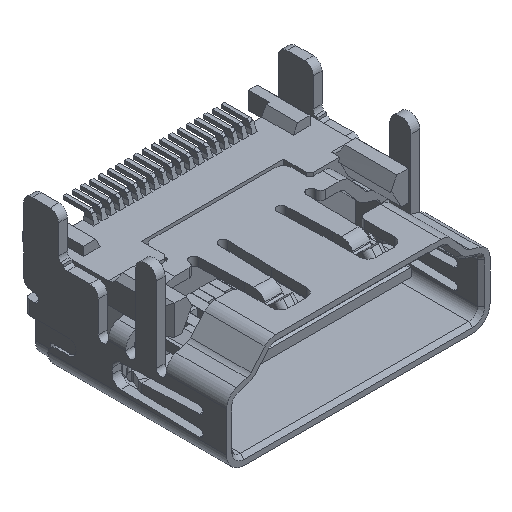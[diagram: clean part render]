
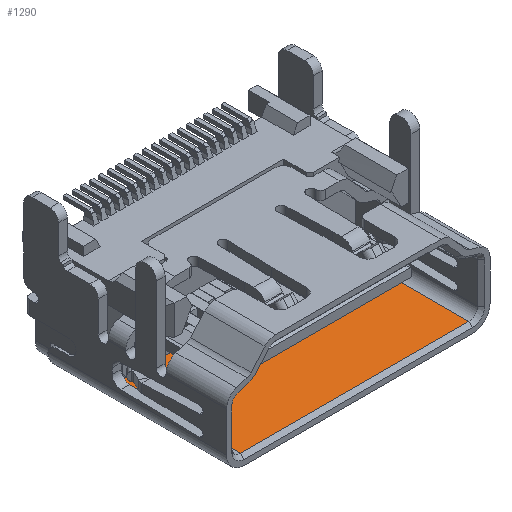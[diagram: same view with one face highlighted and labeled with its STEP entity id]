
A CAD part, isometric view. The second image highlights one B-rep face of the part: STEP entity #1290.
In plain terms, the highlighted planar face has unit normal (0, 0, 1).
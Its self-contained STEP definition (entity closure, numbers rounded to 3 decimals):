
#1290=ADVANCED_FACE('',(#3462,#3463,#3464),#2305,.F.);
#2305=PLANE('',#20195);
#3142=CIRCLE('',#20191,0.2);
#3143=CIRCLE('',#20192,0.2);
#3144=CIRCLE('',#20193,0.2);
#3145=CIRCLE('',#20194,0.2);
#3462=FACE_BOUND('',#3520,.T.);
#3463=FACE_BOUND('',#3521,.T.);
#3464=FACE_BOUND('',#3522,.T.);
#3520=EDGE_LOOP('',(#4583,#4584,#4585,#4586));
#3521=EDGE_LOOP('',(#4587,#4588,#4589,#4590));
#3522=EDGE_LOOP('',(#4591,#4592,#4593,#4594,#4595,#4596,#4597,#4598,#4599,
#4600,#4601,#4602,#4603,#4604,#4605,#4606,#4607,#4608,#4609,#4610));
#4583=ORIENTED_EDGE('',*,*,#12288,.F.);
#4584=ORIENTED_EDGE('',*,*,#12289,.F.);
#4585=ORIENTED_EDGE('',*,*,#12290,.F.);
#4586=ORIENTED_EDGE('',*,*,#12291,.F.);
#4587=ORIENTED_EDGE('',*,*,#12292,.F.);
#4588=ORIENTED_EDGE('',*,*,#12293,.F.);
#4589=ORIENTED_EDGE('',*,*,#12294,.F.);
#4590=ORIENTED_EDGE('',*,*,#12295,.F.);
#4591=ORIENTED_EDGE('',*,*,#12296,.F.);
#4592=ORIENTED_EDGE('',*,*,#12297,.T.);
#4593=ORIENTED_EDGE('',*,*,#12298,.F.);
#4594=ORIENTED_EDGE('',*,*,#12299,.F.);
#4595=ORIENTED_EDGE('',*,*,#12300,.T.);
#4596=ORIENTED_EDGE('',*,*,#12301,.T.);
#4597=ORIENTED_EDGE('',*,*,#12302,.F.);
#4598=ORIENTED_EDGE('',*,*,#12303,.T.);
#4599=ORIENTED_EDGE('',*,*,#12304,.F.);
#4600=ORIENTED_EDGE('',*,*,#12305,.F.);
#4601=ORIENTED_EDGE('',*,*,#12306,.F.);
#4602=ORIENTED_EDGE('',*,*,#12307,.T.);
#4603=ORIENTED_EDGE('',*,*,#12308,.T.);
#4604=ORIENTED_EDGE('',*,*,#12309,.T.);
#4605=ORIENTED_EDGE('',*,*,#12310,.T.);
#4606=ORIENTED_EDGE('',*,*,#12311,.T.);
#4607=ORIENTED_EDGE('',*,*,#12312,.F.);
#4608=ORIENTED_EDGE('',*,*,#12313,.T.);
#4609=ORIENTED_EDGE('',*,*,#12314,.T.);
#4610=ORIENTED_EDGE('',*,*,#12315,.T.);
#10375=VERTEX_POINT('',#26751);
#10376=VERTEX_POINT('',#26752);
#10377=VERTEX_POINT('',#26754);
#10378=VERTEX_POINT('',#26756);
#10379=VERTEX_POINT('',#26759);
#10380=VERTEX_POINT('',#26760);
#10381=VERTEX_POINT('',#26762);
#10382=VERTEX_POINT('',#26764);
#10383=VERTEX_POINT('',#26767);
#10384=VERTEX_POINT('',#26768);
#10385=VERTEX_POINT('',#26770);
#10386=VERTEX_POINT('',#26772);
#10387=VERTEX_POINT('',#26774);
#10388=VERTEX_POINT('',#26776);
#10389=VERTEX_POINT('',#26778);
#10390=VERTEX_POINT('',#26780);
#10391=VERTEX_POINT('',#26782);
#10392=VERTEX_POINT('',#26784);
#10393=VERTEX_POINT('',#26786);
#10394=VERTEX_POINT('',#26788);
#10395=VERTEX_POINT('',#26790);
#10396=VERTEX_POINT('',#26792);
#10397=VERTEX_POINT('',#26794);
#10398=VERTEX_POINT('',#26796);
#10399=VERTEX_POINT('',#26798);
#10400=VERTEX_POINT('',#26800);
#10401=VERTEX_POINT('',#26802);
#10402=VERTEX_POINT('',#26804);
#12288=EDGE_CURVE('',#10375,#10376,#15184,.T.);
#12289=EDGE_CURVE('',#10377,#10375,#15185,.T.);
#12290=EDGE_CURVE('',#10378,#10377,#15186,.T.);
#12291=EDGE_CURVE('',#10376,#10378,#15187,.T.);
#12292=EDGE_CURVE('',#10379,#10380,#15188,.T.);
#12293=EDGE_CURVE('',#10381,#10379,#15189,.T.);
#12294=EDGE_CURVE('',#10382,#10381,#15190,.T.);
#12295=EDGE_CURVE('',#10380,#10382,#15191,.T.);
#12296=EDGE_CURVE('',#10383,#10384,#15192,.T.);
#12297=EDGE_CURVE('',#10383,#10385,#15193,.T.);
#12298=EDGE_CURVE('',#10386,#10385,#3142,.T.);
#12299=EDGE_CURVE('',#10387,#10386,#15194,.T.);
#12300=EDGE_CURVE('',#10387,#10388,#3143,.T.);
#12301=EDGE_CURVE('',#10388,#10389,#15195,.T.);
#12302=EDGE_CURVE('',#10390,#10389,#15196,.T.);
#12303=EDGE_CURVE('',#10390,#10391,#15197,.T.);
#12304=EDGE_CURVE('',#10392,#10391,#15198,.T.);
#12305=EDGE_CURVE('',#10393,#10392,#15199,.T.);
#12306=EDGE_CURVE('',#10394,#10393,#15200,.T.);
#12307=EDGE_CURVE('',#10394,#10395,#15201,.T.);
#12308=EDGE_CURVE('',#10395,#10396,#15202,.T.);
#12309=EDGE_CURVE('',#10396,#10397,#15203,.T.);
#12310=EDGE_CURVE('',#10397,#10398,#3144,.T.);
#12311=EDGE_CURVE('',#10398,#10399,#15204,.T.);
#12312=EDGE_CURVE('',#10400,#10399,#3145,.T.);
#12313=EDGE_CURVE('',#10400,#10401,#15205,.T.);
#12314=EDGE_CURVE('',#10401,#10402,#15206,.T.);
#12315=EDGE_CURVE('',#10402,#10384,#15207,.T.);
#15184=LINE('',#26750,#17687);
#15185=LINE('',#26753,#17688);
#15186=LINE('',#26755,#17689);
#15187=LINE('',#26757,#17690);
#15188=LINE('',#26758,#17691);
#15189=LINE('',#26761,#17692);
#15190=LINE('',#26763,#17693);
#15191=LINE('',#26765,#17694);
#15192=LINE('',#26766,#17695);
#15193=LINE('',#26769,#17696);
#15194=LINE('',#26773,#17697);
#15195=LINE('',#26777,#17698);
#15196=LINE('',#26779,#17699);
#15197=LINE('',#26781,#17700);
#15198=LINE('',#26783,#17701);
#15199=LINE('',#26785,#17702);
#15200=LINE('',#26787,#17703);
#15201=LINE('',#26789,#17704);
#15202=LINE('',#26791,#17705);
#15203=LINE('',#26793,#17706);
#15204=LINE('',#26797,#17707);
#15205=LINE('',#26801,#17708);
#15206=LINE('',#26803,#17709);
#15207=LINE('',#26805,#17710);
#17687=VECTOR('',#21544,1.);
#17688=VECTOR('',#21545,1.);
#17689=VECTOR('',#21546,1.);
#17690=VECTOR('',#21547,1.);
#17691=VECTOR('',#21548,1.);
#17692=VECTOR('',#21549,1.);
#17693=VECTOR('',#21550,1.);
#17694=VECTOR('',#21551,1.);
#17695=VECTOR('',#21552,1.);
#17696=VECTOR('',#21553,1.);
#17697=VECTOR('',#21556,1.);
#17698=VECTOR('',#21559,1.);
#17699=VECTOR('',#21560,1.);
#17700=VECTOR('',#21561,1.);
#17701=VECTOR('',#21562,1.);
#17702=VECTOR('',#21563,1.);
#17703=VECTOR('',#21564,1.);
#17704=VECTOR('',#21565,1.);
#17705=VECTOR('',#21566,1.);
#17706=VECTOR('',#21567,1.);
#17707=VECTOR('',#21570,1.);
#17708=VECTOR('',#21573,1.);
#17709=VECTOR('',#21574,1.);
#17710=VECTOR('',#21575,1.);
#20191=AXIS2_PLACEMENT_3D('',#26771,#21554,#21555);
#20192=AXIS2_PLACEMENT_3D('',#26775,#21557,#21558);
#20193=AXIS2_PLACEMENT_3D('',#26795,#21568,#21569);
#20194=AXIS2_PLACEMENT_3D('',#26799,#21571,#21572);
#20195=AXIS2_PLACEMENT_3D('',#26806,#21576,#21577);
#21544=DIRECTION('',(1.,0.,0.));
#21545=DIRECTION('',(0.,-1.,0.));
#21546=DIRECTION('',(-1.,0.,0.));
#21547=DIRECTION('',(0.,1.,0.));
#21548=DIRECTION('',(-1.,0.,0.));
#21549=DIRECTION('',(0.,1.,0.));
#21550=DIRECTION('',(1.,0.,0.));
#21551=DIRECTION('',(0.,-1.,0.));
#21552=DIRECTION('',(0.,-1.,0.));
#21553=DIRECTION('',(-1.,0.,0.));
#21554=DIRECTION('',(0.,0.,-1.));
#21555=DIRECTION('',(0.,1.,0.));
#21556=DIRECTION('',(0.,1.,0.));
#21557=DIRECTION('',(0.,0.,-1.));
#21558=DIRECTION('',(0.,1.,0.));
#21559=DIRECTION('',(-1.,0.,0.));
#21560=DIRECTION('',(0.707,0.707,0.));
#21561=DIRECTION('',(-1.,0.,0.));
#21562=DIRECTION('',(0.,1.,0.));
#21563=DIRECTION('',(-1.,0.,0.));
#21564=DIRECTION('',(0.,-1.,0.));
#21565=DIRECTION('',(-1.,0.,0.));
#21566=DIRECTION('',(-0.707,0.707,0.));
#21567=DIRECTION('',(-1.,0.,0.));
#21568=DIRECTION('',(0.,0.,-1.));
#21569=DIRECTION('',(0.,1.,0.));
#21570=DIRECTION('',(0.,1.,0.));
#21571=DIRECTION('',(0.,0.,-1.));
#21572=DIRECTION('',(0.,-1.,0.));
#21573=DIRECTION('',(-1.,0.,0.));
#21574=DIRECTION('',(0.,-1.,0.));
#21575=DIRECTION('',(-1.,0.,0.));
#21576=DIRECTION('',(0.,0.,-1.));
#21577=DIRECTION('',(0.,1.,0.));
#26750=CARTESIAN_POINT('',(3.3,8.534,-2.175));
#26751=CARTESIAN_POINT('',(6.05,8.534,-2.175));
#26752=CARTESIAN_POINT('',(7.55,8.534,-2.175));
#26753=CARTESIAN_POINT('',(6.05,5.274,-2.175));
#26754=CARTESIAN_POINT('',(6.05,9.234,-2.175));
#26755=CARTESIAN_POINT('',(3.3,9.234,-2.175));
#26756=CARTESIAN_POINT('',(7.55,9.234,-2.175));
#26757=CARTESIAN_POINT('',(7.55,5.274,-2.175));
#26758=CARTESIAN_POINT('',(3.3,9.234,-2.175));
#26759=CARTESIAN_POINT('',(0.55,9.234,-2.175));
#26760=CARTESIAN_POINT('',(-0.95,9.234,-2.175));
#26761=CARTESIAN_POINT('',(0.55,5.274,-2.175));
#26762=CARTESIAN_POINT('',(0.55,8.534,-2.175));
#26763=CARTESIAN_POINT('',(3.3,8.534,-2.175));
#26764=CARTESIAN_POINT('',(-0.95,8.534,-2.175));
#26765=CARTESIAN_POINT('',(-0.95,5.274,-2.175));
#26766=CARTESIAN_POINT('',(1.8,5.274,-2.175));
#26767=CARTESIAN_POINT('',(1.8,10.674,-2.175));
#26768=CARTESIAN_POINT('',(1.8,9.874,-2.175));
#26769=CARTESIAN_POINT('',(3.3,10.674,-2.175));
#26770=CARTESIAN_POINT('',(-1.4,10.674,-2.175));
#26771=CARTESIAN_POINT('',(-1.4,10.474,-2.175));
#26772=CARTESIAN_POINT('',(-1.6,10.474,-2.175));
#26773=CARTESIAN_POINT('',(-1.6,10.262,-2.175));
#26774=CARTESIAN_POINT('',(-1.6,10.049,-2.175));
#26775=CARTESIAN_POINT('',(-1.8,10.049,-2.175));
#26776=CARTESIAN_POINT('',(-1.8,9.849,-2.175));
#26777=CARTESIAN_POINT('',(-2.175,9.849,-2.175));
#26778=CARTESIAN_POINT('',(-1.925,9.849,-2.175));
#26779=CARTESIAN_POINT('',(-1.6,10.174,-2.175));
#26780=CARTESIAN_POINT('',(-2.,9.774,-2.175));
#26781=CARTESIAN_POINT('',(3.3,9.774,-2.175));
#26782=CARTESIAN_POINT('',(-3.2,9.774,-2.175));
#26783=CARTESIAN_POINT('',(-3.2,5.274,-2.175));
#26784=CARTESIAN_POINT('',(-3.2,-0.126,-2.175));
#26785=CARTESIAN_POINT('',(3.3,-0.126,-2.175));
#26786=CARTESIAN_POINT('',(9.8,-0.126,-2.175));
#26787=CARTESIAN_POINT('',(9.8,5.274,-2.175));
#26788=CARTESIAN_POINT('',(9.8,9.774,-2.175));
#26789=CARTESIAN_POINT('',(3.3,9.774,-2.175));
#26790=CARTESIAN_POINT('',(8.6,9.774,-2.175));
#26791=CARTESIAN_POINT('',(8.2,10.174,-2.175));
#26792=CARTESIAN_POINT('',(8.525,9.849,-2.175));
#26793=CARTESIAN_POINT('',(8.775,9.849,-2.175));
#26794=CARTESIAN_POINT('',(8.4,9.849,-2.175));
#26795=CARTESIAN_POINT('',(8.4,10.049,-2.175));
#26796=CARTESIAN_POINT('',(8.2,10.049,-2.175));
#26797=CARTESIAN_POINT('',(8.2,10.262,-2.175));
#26798=CARTESIAN_POINT('',(8.2,10.474,-2.175));
#26799=CARTESIAN_POINT('',(8.,10.474,-2.175));
#26800=CARTESIAN_POINT('',(8.,10.674,-2.175));
#26801=CARTESIAN_POINT('',(3.3,10.674,-2.175));
#26802=CARTESIAN_POINT('',(4.8,10.674,-2.175));
#26803=CARTESIAN_POINT('',(4.8,5.274,-2.175));
#26804=CARTESIAN_POINT('',(4.8,9.874,-2.175));
#26805=CARTESIAN_POINT('',(3.3,9.874,-2.175));
#26806=CARTESIAN_POINT('',(3.3,5.274,-2.175));
